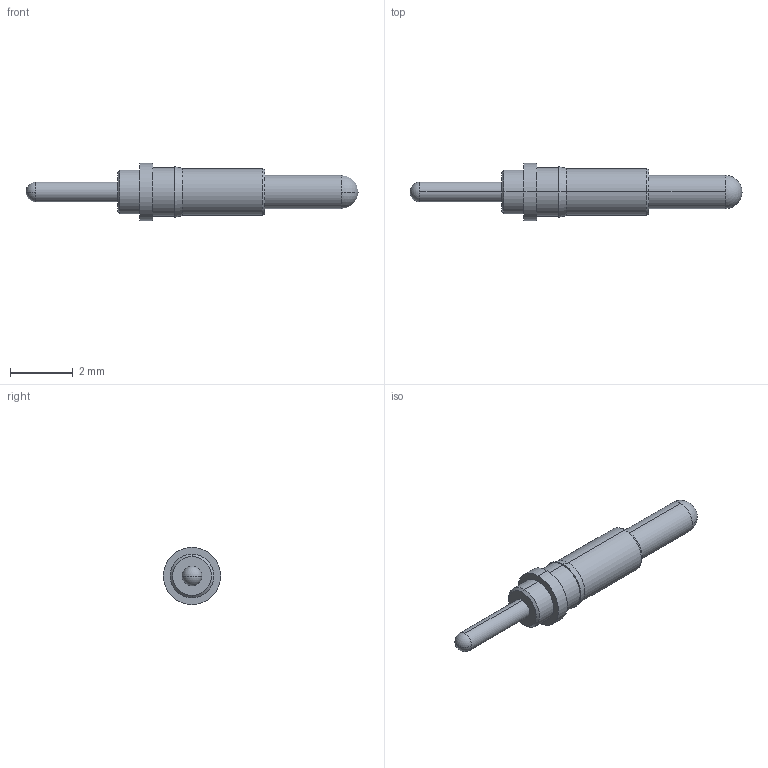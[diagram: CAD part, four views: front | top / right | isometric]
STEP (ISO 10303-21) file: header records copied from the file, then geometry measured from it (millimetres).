
FILE_DESCRIPTION (( 'STEP AP214' ), '1' );
FILE_NAME ('mill-max-0914-0-15-20-77-14-11-0.STEP', '2019-01-03T15:50:41', ( '' ), ( '' ), 'SwSTEP 2.0', 'SolidWorks 2018', '' );
FILE_SCHEMA (( 'AUTOMOTIVE_DESIGN' ));
Length unit declared in the file: inch
Products named in the file (1): mill-max-0914-0-15-20-77-14-11-0
Bounding box: 10.59 x 1.83 x 1.83 mm (x, y, z)
Volume: 11.9 mm3; surface area: 42 mm2
Topology: 1 solids, 1 shells, 27 faces, 60 edges, 36 vertices
Faces by surface type: cylinder 12, cone 6, plane 5, sphere 4
Entity records: 776 total; most frequent: DIRECTION 150, CARTESIAN_POINT 120, ORIENTED_EDGE 112, AXIS2_PLACEMENT_3D 66, EDGE_CURVE 56, CIRCLE 38, VERTEX_POINT 36, EDGE_LOOP 32
